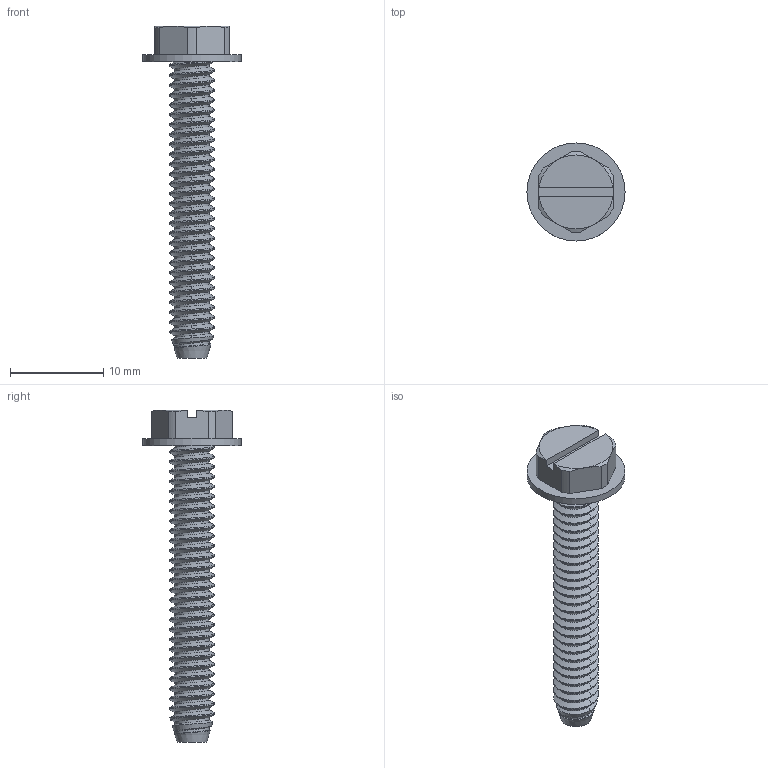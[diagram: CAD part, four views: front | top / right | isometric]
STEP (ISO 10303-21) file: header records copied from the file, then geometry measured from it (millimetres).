
FILE_DESCRIPTION(/* description */ (''),/* implementation_level */ '2;1');
FILE_NAME(/* name */ '10-24 Hex Washer Rolling x 1.25_93882A213.ipt.stp',/* time_stamp */ '2016-01-07T16:38:03-08:00',/* author */ ('PhillipD'),/* organization */ (''),/* preprocessor_version */ 'ST-DEVELOPER v16.1',/* originating_system */ 'Autodesk Inventor 2016',/* authorisation */ '');
FILE_SCHEMA (('AUTOMOTIVE_DESIGN { 1 0 10303 214 3 1 1 }'));
Length unit declared in the file: inch
Products named in the file (1): 10-24 Hex Washer Rolling x 1.25_93882A213
Bounding box: 10.52 x 10.52 x 35.59 mm (x, y, z)
Volume: 636.7 mm3; surface area: 949.7 mm2
Topology: 1 solids, 1 shells, 90 faces, 254 edges, 168 vertices
Faces by surface type: bspline 59, plane 14, cylinder 9, cone 8
Full cylindrical faces by diameter (mm): 10.516 x1
Entity records: 9391 total; most frequent: CARTESIAN_POINT 7560, ORIENTED_EDGE 496, EDGE_CURVE 248, DIRECTION 201, VERTEX_POINT 165, B_SPLINE_CURVE_WITH_KNOTS 120, EDGE_LOOP 93, LINE 89
